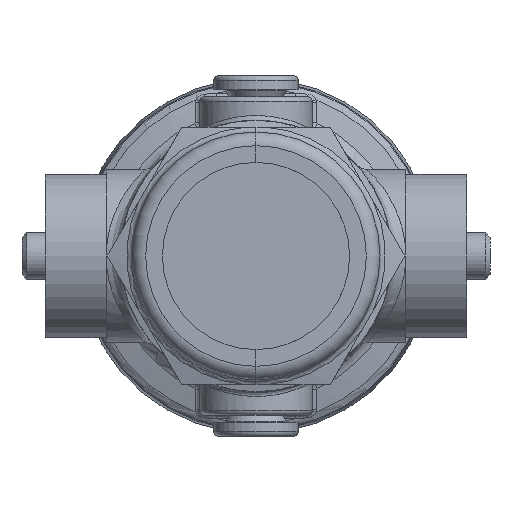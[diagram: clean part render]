
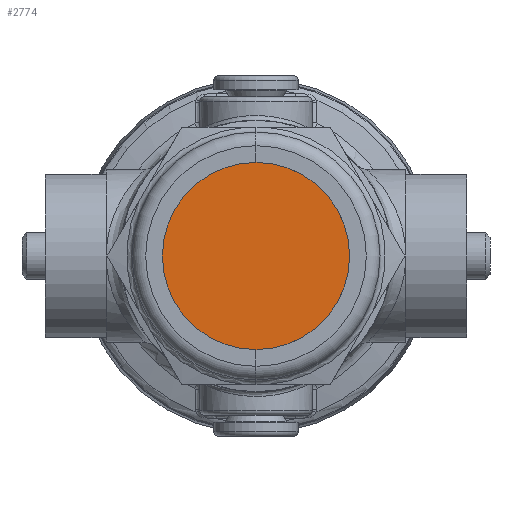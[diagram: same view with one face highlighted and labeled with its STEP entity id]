
A CAD part, front view. The second image highlights one B-rep face of the part: STEP entity #2774.
In plain terms, the highlighted planar face has unit normal (0, -1, 0).
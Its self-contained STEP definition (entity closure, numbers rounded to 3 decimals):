
#510 = AXIS2_PLACEMENT_3D ( 'NONE', #10233, #3579, #11331 ) ;
#677 = EDGE_CURVE ( 'NONE', #5469, #10400, #12546, .T. ) ;
#783 = CARTESIAN_POINT ( 'NONE',  ( 0., -59., -20. ) ) ;
#1320 = DIRECTION ( 'NONE',  ( 0., 0., -1. ) ) ;
#1568 = CARTESIAN_POINT ( 'NONE',  ( 0., -59., 0. ) ) ;
#2619 = DIRECTION ( 'NONE',  ( 0., 0., -1. ) ) ;
#2774 = ADVANCED_FACE ( 'NONE', ( #10015 ), #11500, .F. ) ;
#3579 = DIRECTION ( 'NONE',  ( 0., 1., 0. ) ) ;
#4736 = CARTESIAN_POINT ( 'NONE',  ( 0., -59., 20. ) ) ;
#4952 = CARTESIAN_POINT ( 'NONE',  ( 20., -59., 0. ) ) ;
#5432 = AXIS2_PLACEMENT_3D ( 'NONE', #1568, #9363, #2619 ) ;
#5469 = VERTEX_POINT ( 'NONE', #4736 ) ;
#7385 = EDGE_LOOP ( 'NONE', ( #10883, #12944 ) ) ;
#7973 = DIRECTION ( 'NONE',  ( 0., 1., 0. ) ) ;
#7998 = CIRCLE ( 'NONE', #510, 20. ) ;
#9363 = DIRECTION ( 'NONE',  ( 0., 1., 0. ) ) ;
#9889 = EDGE_CURVE ( 'NONE', #10400, #5469, #7998, .T. ) ;
#10015 = FACE_OUTER_BOUND ( 'NONE', #7385, .T. ) ;
#10233 = CARTESIAN_POINT ( 'NONE',  ( 0., -59., 0. ) ) ;
#10400 = VERTEX_POINT ( 'NONE', #783 ) ;
#10883 = ORIENTED_EDGE ( 'NONE', *, *, #9889, .F. ) ;
#10946 = AXIS2_PLACEMENT_3D ( 'NONE', #4952, #7973, #1320 ) ;
#11331 = DIRECTION ( 'NONE',  ( 0., 0., -1. ) ) ;
#11500 = PLANE ( 'NONE',  #10946 ) ;
#12546 = CIRCLE ( 'NONE', #5432, 20. ) ;
#12944 = ORIENTED_EDGE ( 'NONE', *, *, #677, .F. ) ;
